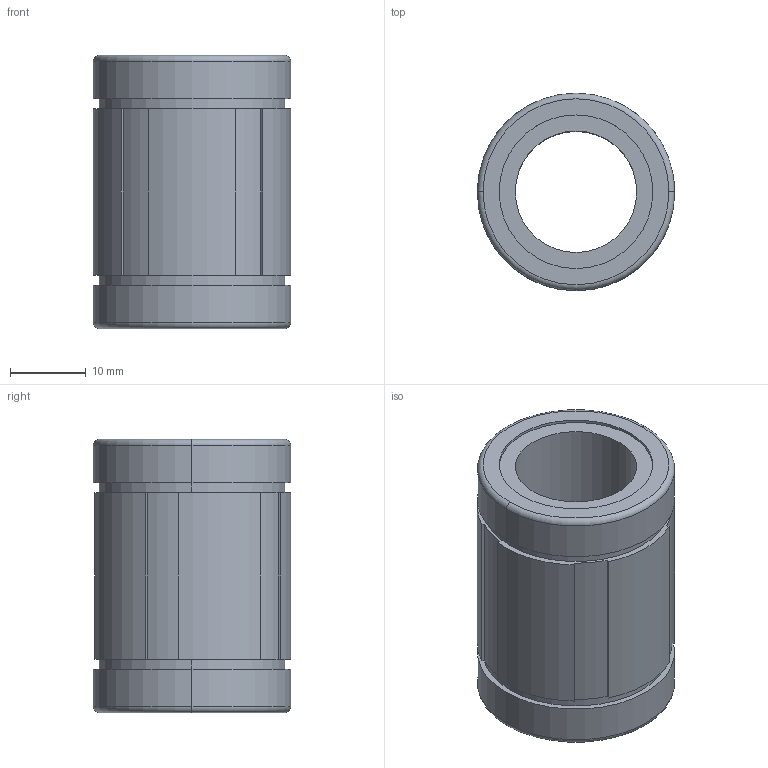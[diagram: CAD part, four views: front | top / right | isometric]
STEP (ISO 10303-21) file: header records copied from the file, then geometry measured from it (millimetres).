
FILE_DESCRIPTION (( 'STEP AP214' ), '1' );
FILE_NAME ('SBE16UU-Rollco.step', '2024-02-16T08:18:50', ( '' ), ( '' ), 'SwSTEP 2.0', 'SolidWorks 2010', '' );
FILE_SCHEMA (( 'AUTOMOTIVE_DESIGN' ));
Length unit declared in the file: millimetre
Products named in the file (1): SBE16UU-Rollco
Bounding box: 26 x 26 x 36 mm (x, y, z)
Volume: 11425.7 mm3; surface area: 5644 mm2
Topology: 1 solids, 1 shells, 47 faces, 113 edges, 74 vertices
Faces by surface type: cylinder 25, plane 18, torus 4
Entity records: 1596 total; most frequent: DIRECTION 267, CARTESIAN_POINT 235, ORIENTED_EDGE 226, EDGE_CURVE 113, AXIS2_PLACEMENT_3D 106, VERTEX_POINT 74, CIRCLE 58, EDGE_LOOP 55
